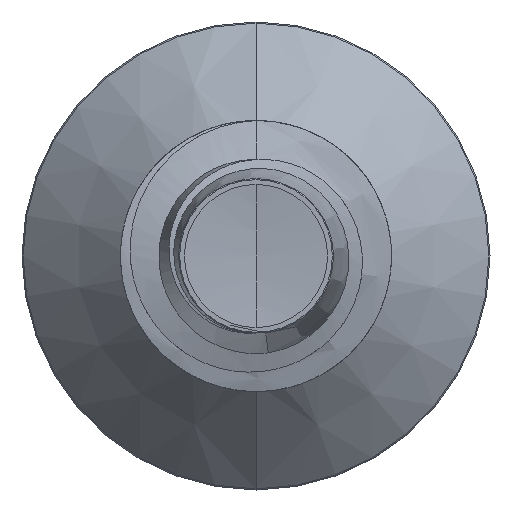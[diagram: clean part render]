
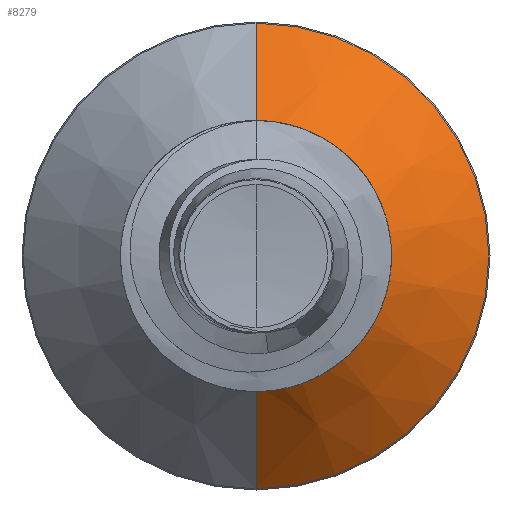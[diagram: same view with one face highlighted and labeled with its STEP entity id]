
A CAD part, front view. The second image highlights one B-rep face of the part: STEP entity #8279.
In plain terms, the highlighted conical face has half-angle 45 degrees and reference radius 1.034 mm.
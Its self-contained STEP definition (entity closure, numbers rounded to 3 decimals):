
#583 = DIRECTION ( 'NONE',  ( 0., 1., 0. ) ) ;
#830 = CARTESIAN_POINT ( 'NONE',  ( 0., 7.784, 1.034 ) ) ;
#889 = ORIENTED_EDGE ( 'NONE', *, *, #4247, .T. ) ;
#901 = DIRECTION ( 'NONE',  ( 0., 0., 1. ) ) ;
#1174 = CARTESIAN_POINT ( 'NONE',  ( 0., 7.784, 0. ) ) ;
#1574 = EDGE_CURVE ( 'NONE', #5219, #15617, #6449, .T. ) ;
#1614 = ORIENTED_EDGE ( 'NONE', *, *, #17215, .F. ) ;
#2482 = EDGE_CURVE ( 'NONE', #5219, #9842, #2656, .T. ) ;
#2656 = LINE ( 'NONE', #10201, #10055 ) ;
#3356 = DIRECTION ( 'NONE',  ( 0., 1., 0. ) ) ;
#3969 = DIRECTION ( 'NONE',  ( 0., 0.707, -0.707 ) ) ;
#4034 = CARTESIAN_POINT ( 'NONE',  ( 0., 7.784, -1.034 ) ) ;
#4247 = EDGE_CURVE ( 'NONE', #15617, #16360, #14810, .T. ) ;
#5219 = VERTEX_POINT ( 'NONE', #830 ) ;
#5843 = ORIENTED_EDGE ( 'NONE', *, *, #1574, .T. ) ;
#6449 = CIRCLE ( 'NONE', #6828, 1.034 ) ;
#6828 = AXIS2_PLACEMENT_3D ( 'NONE', #13052, #13032, #13028 ) ;
#7276 = ORIENTED_EDGE ( 'NONE', *, *, #2482, .F. ) ;
#8217 = FACE_OUTER_BOUND ( 'NONE', #9869, .T. ) ;
#8279 = ADVANCED_FACE ( 'NONE', ( #8217 ), #18140, .T. ) ;
#9842 = VERTEX_POINT ( 'NONE', #11785 ) ;
#9869 = EDGE_LOOP ( 'NONE', ( #5843, #889, #1614, #7276 ) ) ;
#10055 = VECTOR ( 'NONE', #10204, 1000. ) ;
#10201 = CARTESIAN_POINT ( 'NONE',  ( 0., 7.784, 1.034 ) ) ;
#10204 = DIRECTION ( 'NONE',  ( 0., 0.707, 0.707 ) ) ;
#11785 = CARTESIAN_POINT ( 'NONE',  ( 0., 8.64, 1.89 ) ) ;
#11908 = AXIS2_PLACEMENT_3D ( 'NONE', #12183, #3356, #13580 ) ;
#12183 = CARTESIAN_POINT ( 'NONE',  ( 0., 8.64, 0. ) ) ;
#13028 = DIRECTION ( 'NONE',  ( 0., 0., 1. ) ) ;
#13032 = DIRECTION ( 'NONE',  ( 0., 1., 0. ) ) ;
#13052 = CARTESIAN_POINT ( 'NONE',  ( 0., 7.784, 0. ) ) ;
#13580 = DIRECTION ( 'NONE',  ( 0., 0., 1. ) ) ;
#14376 = CARTESIAN_POINT ( 'NONE',  ( 0., 7.784, -1.034 ) ) ;
#14637 = AXIS2_PLACEMENT_3D ( 'NONE', #1174, #583, #901 ) ;
#14810 = LINE ( 'NONE', #4034, #15601 ) ;
#15601 = VECTOR ( 'NONE', #3969, 1000. ) ;
#15617 = VERTEX_POINT ( 'NONE', #14376 ) ;
#16360 = VERTEX_POINT ( 'NONE', #17557 ) ;
#16750 = CIRCLE ( 'NONE', #11908, 1.89 ) ;
#17215 = EDGE_CURVE ( 'NONE', #9842, #16360, #16750, .T. ) ;
#17557 = CARTESIAN_POINT ( 'NONE',  ( 0., 8.64, -1.89 ) ) ;
#18140 = CONICAL_SURFACE ( 'NONE', #14637, 1.034, 0.785 ) ;
